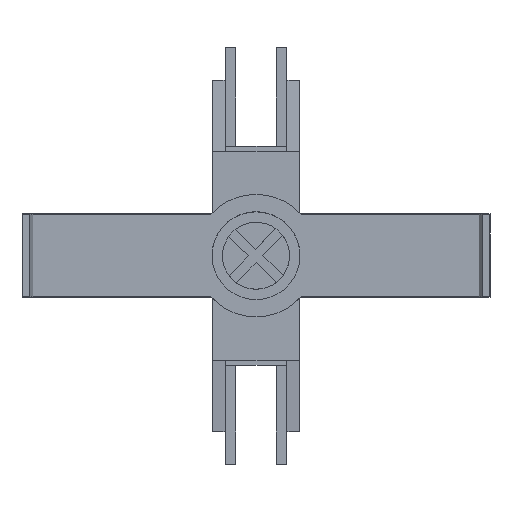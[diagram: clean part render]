
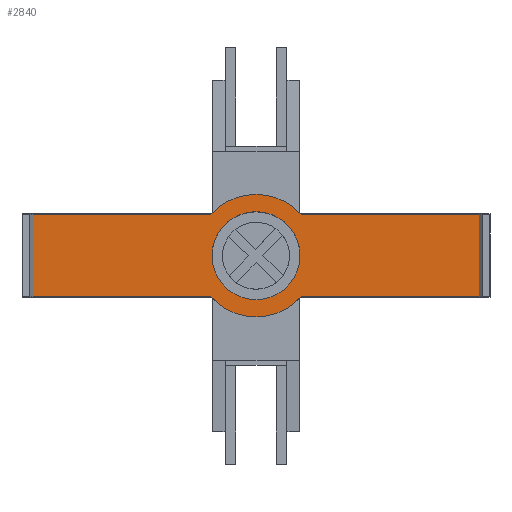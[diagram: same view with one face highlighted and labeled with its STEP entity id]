
A CAD part, top view. The second image highlights one B-rep face of the part: STEP entity #2840.
In plain terms, the highlighted face is planar.
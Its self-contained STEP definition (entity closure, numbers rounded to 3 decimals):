
#360=CARTESIAN_POINT('',(24.6,34.5,
-14.148));
#370=VERTEX_POINT('',#360);
#400=CARTESIAN_POINT('',(-2.1,34.5,
-14.148));
#410=DIRECTION('',(-1.,0.,0.));
#420=VECTOR('',#410,1.);
#430=LINE('',#400,#420);
#440=CARTESIAN_POINT('',(3.299,34.5,
-14.148));
#450=VERTEX_POINT('',#440);
#460=EDGE_CURVE('',#370,#450,#430,.T.);
#900=CARTESIAN_POINT('',(-2.1,34.5,
-4.252));
#910=DIRECTION('',(-1.,0.,0.));
#920=VECTOR('',#910,1.);
#930=LINE('',#900,#920);
#940=CARTESIAN_POINT('',(24.6,34.5,
-4.252));
#950=VERTEX_POINT('',#940);
#960=CARTESIAN_POINT('',(3.299,34.5,
-4.252));
#970=VERTEX_POINT('',#960);
#980=EDGE_CURVE('',#950,#970,#930,.T.);
#2110=CARTESIAN_POINT('',(-28.6,34.5,
-9.2));
#2120=DIRECTION('',(0.,1.,0.));
#2130=DIRECTION('',(-1.,0.,0.));
#2140=AXIS2_PLACEMENT_3D('',#2110,#2120,#2130);
#2150=PLANE('',#2140);
#2160=CARTESIAN_POINT('',(-2.1,34.5,
-9.2));
#2170=DIRECTION('',(0.,1.,0.));
#2180=DIRECTION('',(0.,0.,1.));
#2190=AXIS2_PLACEMENT_3D('',#2160,#2170,#2180);
#2200=CIRCLE('',#2190,7.323);
#2210=CARTESIAN_POINT('',(-2.1,34.5,
-1.877));
#2220=VERTEX_POINT('',#2210);
#2230=EDGE_CURVE('',#2220,#970,#2200,.T.);
#2240=ORIENTED_EDGE('',*,*,#2230,.T.);
#2250=CARTESIAN_POINT('',(-7.498,34.5,
-4.251));
#2260=VERTEX_POINT('',#2250);
#2270=EDGE_CURVE('',#2260,#2220,#2200,.T.);
#2280=ORIENTED_EDGE('',*,*,#2270,.T.);
#2290=CARTESIAN_POINT('',(-2.1,34.5,
-4.251));
#2300=DIRECTION('',(-1.,0.,0.));
#2310=VECTOR('',#2300,1.);
#2320=LINE('',#2290,#2310);
#2330=CARTESIAN_POINT('',(-28.8,34.5,
-4.251));
#2340=VERTEX_POINT('',#2330);
#2350=EDGE_CURVE('',#2260,#2340,#2320,.T.);
#2360=ORIENTED_EDGE('',*,*,#2350,.F.);
#2370=CARTESIAN_POINT('',(-28.8,34.5,
-9.2));
#2380=DIRECTION('',(0.,0.,1.));
#2390=VECTOR('',#2380,1.);
#2400=LINE('',#2370,#2390);
#2410=CARTESIAN_POINT('',(-28.8,34.5,
-14.148));
#2420=VERTEX_POINT('',#2410);
#2430=EDGE_CURVE('',#2420,#2340,#2400,.T.);
#2440=ORIENTED_EDGE('',*,*,#2430,.T.);
#2450=CARTESIAN_POINT('',(-2.1,34.5,
-14.148));
#2460=DIRECTION('',(-1.,0.,0.));
#2470=VECTOR('',#2460,1.);
#2480=LINE('',#2450,#2470);
#2490=CARTESIAN_POINT('',(-7.499,34.5,
-14.148));
#2500=VERTEX_POINT('',#2490);
#2510=EDGE_CURVE('',#2500,#2420,#2480,.T.);
#2520=ORIENTED_EDGE('',*,*,#2510,.T.);
#2530=CARTESIAN_POINT('',(-2.1,34.5,
-16.523));
#2540=VERTEX_POINT('',#2530);
#2550=EDGE_CURVE('',#2540,#2500,#2200,.T.);
#2560=ORIENTED_EDGE('',*,*,#2550,.T.);
#2570=EDGE_CURVE('',#450,#2540,#2200,.T.);
#2580=ORIENTED_EDGE('',*,*,#2570,.T.);
#2590=ORIENTED_EDGE('',*,*,#460,.T.);
#2600=CARTESIAN_POINT('',(24.6,34.5,
-9.2));
#2610=DIRECTION('',(0.,0.,-1.));
#2620=VECTOR('',#2610,1.);
#2630=LINE('',#2600,#2620);
#2640=EDGE_CURVE('',#950,#370,#2630,.T.);
#2650=ORIENTED_EDGE('',*,*,#2640,.T.);
#2660=ORIENTED_EDGE('',*,*,#980,.F.);
#2670=EDGE_LOOP('',(#2660,#2650,#2590,#2580,#2560,#2520,#2440,#2360,
#2280,#2240));
#2680=FACE_OUTER_BOUND('',#2670,.T.);
#2690=CARTESIAN_POINT('',(-2.1,34.5,
-9.2));
#2700=DIRECTION('',(0.,1.,0.));
#2710=DIRECTION('',(0.,0.,1.));
#2720=AXIS2_PLACEMENT_3D('',#2690,#2700,#2710);
#2730=CIRCLE('',#2720,5.26);
#2740=CARTESIAN_POINT('',(-2.1,34.5,
-3.94));
#2750=VERTEX_POINT('',#2740);
#2760=CARTESIAN_POINT('',(-2.1,34.5,
-14.46));
#2770=VERTEX_POINT('',#2760);
#2780=EDGE_CURVE('',#2750,#2770,#2730,.T.);
#2790=ORIENTED_EDGE('',*,*,#2780,.F.);
#2800=EDGE_CURVE('',#2770,#2750,#2730,.T.);
#2810=ORIENTED_EDGE('',*,*,#2800,.F.);
#2820=EDGE_LOOP('',(#2810,#2790));
#2830=FACE_BOUND('',#2820,.T.);
#2840=ADVANCED_FACE('',(#2680,#2830),#2150,.T.);
